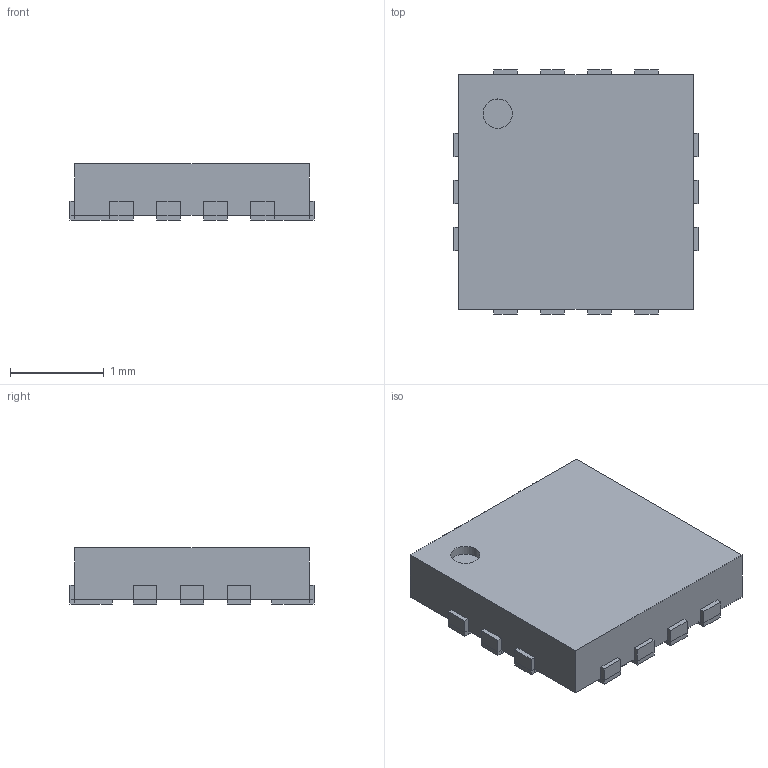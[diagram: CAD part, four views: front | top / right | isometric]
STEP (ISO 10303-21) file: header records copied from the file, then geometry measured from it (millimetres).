
FILE_DESCRIPTION(('Open CASCADE Model'),'2;1');
FILE_NAME('Open CASCADE Shape Model','2022-11-14T00:12:21',('Author'),( 'Open CASCADE'),'Open CASCADE STEP processor 7.5','Open CASCADE 7.5' ,'Unknown');
FILE_SCHEMA(('AUTOMOTIVE_DESIGN { 1 0 10303 214 1 1 1 1 }'));
Length unit declared in the file: millimetre
Products named in the file (6): QFN50P250X250X60-14N.step; Open CASCADE STEP translator 7.5 143.1; Body; Open CASCADE STEP translator 7.5 143.2.1; Pin Shape; Open CASCADE STEP translator 7.5 143.3.1
Assembly tree (18 placements, depth 3):
  QFN50P250X250X60-14N.step
    Open CASCADE STEP translator 7.5 143.1
    Body
      Open CASCADE STEP translator 7.5 143.2.1
    Pin Shape  x14
      Open CASCADE STEP translator 7.5 143.3.1
Bounding box: 2.6 x 2.6 x 0.6 mm (x, y, z)
Volume: 3.5 mm3; surface area: 23.6 mm2
Topology: 15 solids, 16 shells, 205 faces, 408 edges, 235 vertices
Faces by surface type: plane 204, cylinder 1
Full cylindrical faces by diameter (mm): 0.312 x1
Entity records: 1363 total; most frequent: DIRECTION 216, CARTESIAN_POINT 202, LINE 123, VECTOR 123, ORIENTED_EDGE 87, PCURVE 87, DEFINITIONAL_REPRESENTATION 87, AXIS2_PLACEMENT_3D 45
